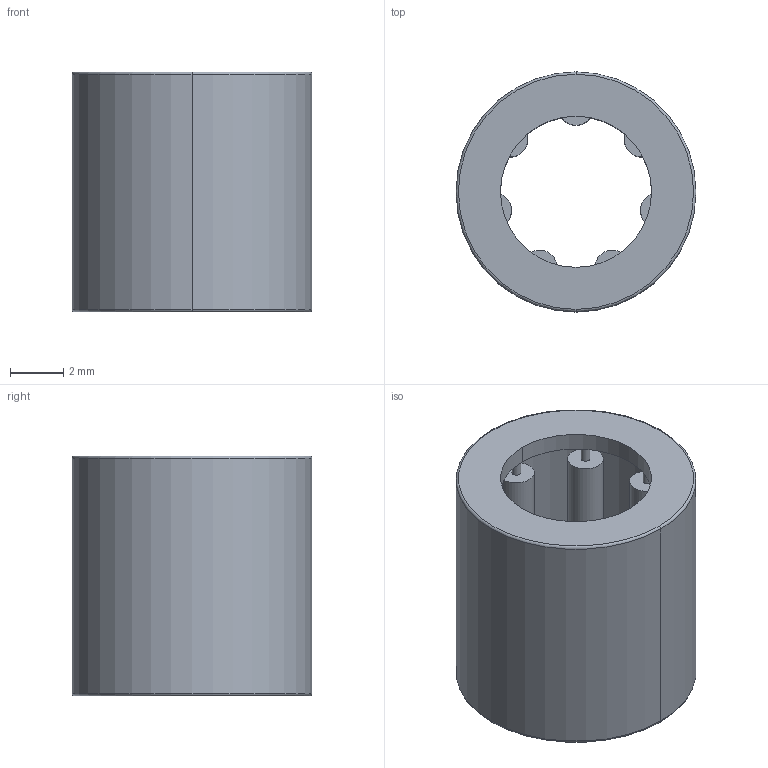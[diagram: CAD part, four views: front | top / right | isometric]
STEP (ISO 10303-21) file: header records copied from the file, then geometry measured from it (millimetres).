
FILE_DESCRIPTION (( 'STEP AP203' ), '1' );
FILE_NAME ('5905K349_Needle-Roller Bearing.STEP', '2022-03-14T19:56:34', ( 'Administrator' ), ( 'Managed by Terraform' ), 'SwSTEP 2.0', 'SolidWorks 2017', '' );
FILE_SCHEMA (( 'CONFIG_CONTROL_DESIGN' ));
Length unit declared in the file: millimetre
Products named in the file (1): 5905K349_Needle-Roller Bearing
Bounding box: 9 x 9 x 9 mm (x, y, z)
Volume: 247.6 mm3; surface area: 887.2 mm2
Topology: 15 solids, 15 shells, 86 faces, 158 edges, 104 vertices
Faces by surface type: cylinder 50, plane 32, torus 4
Entity records: 2259 total; most frequent: DIRECTION 440, CARTESIAN_POINT 349, ORIENTED_EDGE 316, AXIS2_PLACEMENT_3D 195, EDGE_CURVE 158, CIRCLE 108, VERTEX_POINT 104, EDGE_LOOP 104
